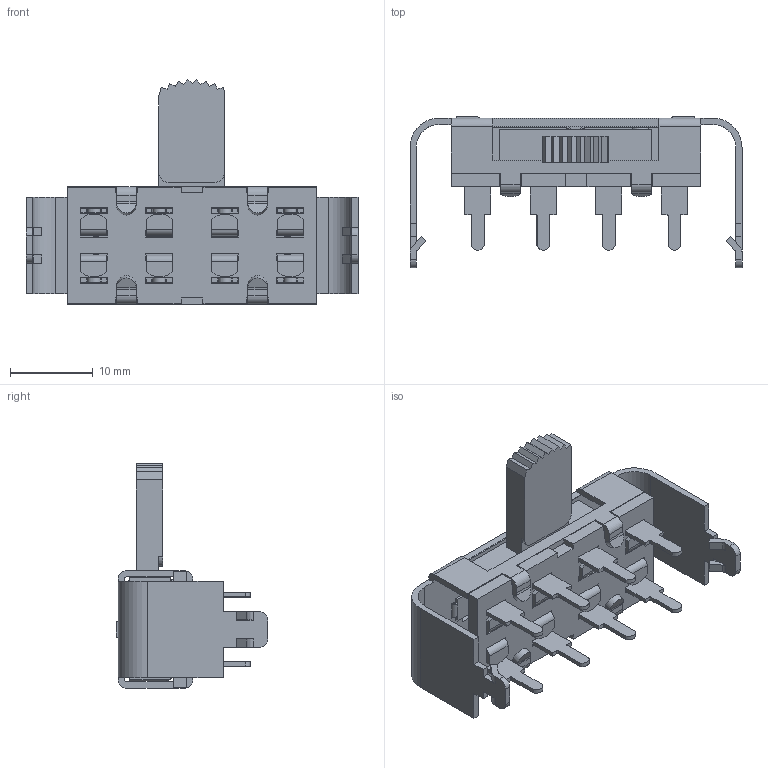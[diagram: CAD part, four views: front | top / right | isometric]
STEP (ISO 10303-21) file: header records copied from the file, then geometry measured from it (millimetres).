
FILE_DESCRIPTION(/* description */ (''),/* implementation_level */ '2;1');
FILE_NAME(/* name */ 'G-386-0001_3D MODEL.stp',/* time_stamp */ '2023-09-25T13:28:04-04:00',/* author */ ('dwiltbank'),/* organization */ (''),/* preprocessor_version */ 'ST-DEVELOPER v19.2',/* originating_system */ 'Autodesk Inventor 2024',/* authorisation */ '');
FILE_SCHEMA (('AUTOMOTIVE_DESIGN { 1 0 10303 214 3 1 1 }'));
Length unit declared in the file: inch
Products named in the file (1): G-386-0001_Simplify_1
Bounding box: 40.13 x 18.34 x 27.14 mm (x, y, z)
Volume: 2687.3 mm3; surface area: 5904.2 mm2
Topology: 1 solids, 1 shells, 809 faces, 2440 edges, 1574 vertices
Faces by surface type: plane 558, cylinder 205, sphere 16, torus 16, bspline 10, cone 4
Full cylindrical faces by diameter (mm): 1.397 x3, 1.727 x4
Entity records: 28608 total; most frequent: CARTESIAN_POINT 5304, ORIENTED_EDGE 4880, DIRECTION 4509, EDGE_CURVE 2440, LINE 1899, VECTOR 1899, VERTEX_POINT 1574, AXIS2_PLACEMENT_3D 1305
